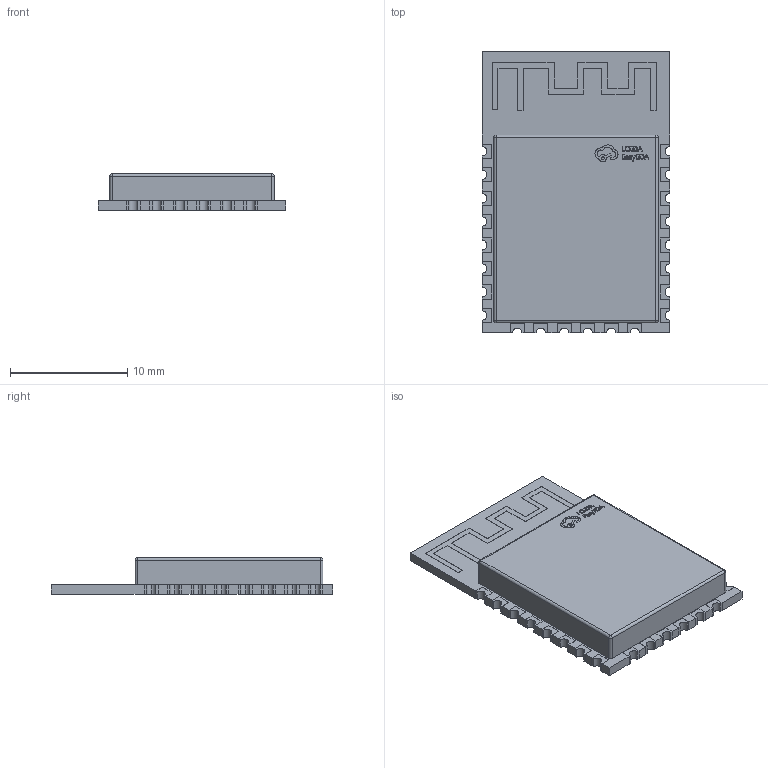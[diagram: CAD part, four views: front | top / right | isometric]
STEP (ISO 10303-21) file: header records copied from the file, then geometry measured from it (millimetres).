
FILE_DESCRIPTION (( 'STEP AP214' ), '1' );
FILE_NAME ('WIFIM-SMD_ESP-F.STEP', '2024-09-07T04:58:20', ( 'User' ), ( 'China' ), 'SwSTEP 2.0', 'SolidWorks 2020', '' );
FILE_SCHEMA (( 'AUTOMOTIVE_DESIGN' ));
Length unit declared in the file: millimetre
Products named in the file (1): WIFIM-SMD_ESP-F
Bounding box: 16 x 24 x 3.12 mm (x, y, z)
Volume: 818.1 mm3; surface area: 964.9 mm2
Topology: 1 solids, 1 shells, 548 faces, 1567 edges, 1038 vertices
Faces by surface type: plane 408, bspline 98, cylinder 38, sphere 4
Entity records: 24201 total; most frequent: CARTESIAN_POINT 4456, ORIENTED_EDGE 3126, DIRECTION 2341, EDGE_CURVE 1563, LINE 1287, VECTOR 1287, VERTEX_POINT 1038, EDGE_LOOP 569
